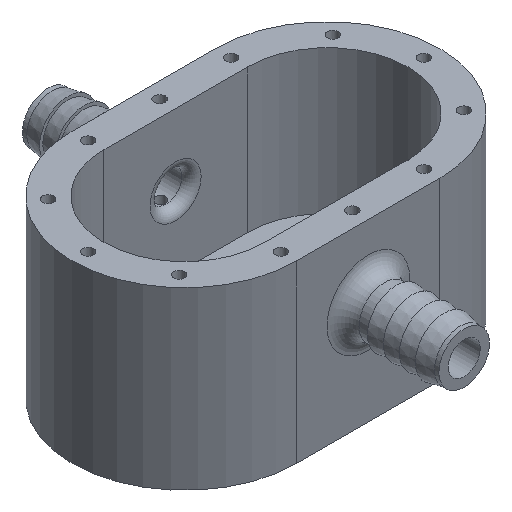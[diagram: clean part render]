
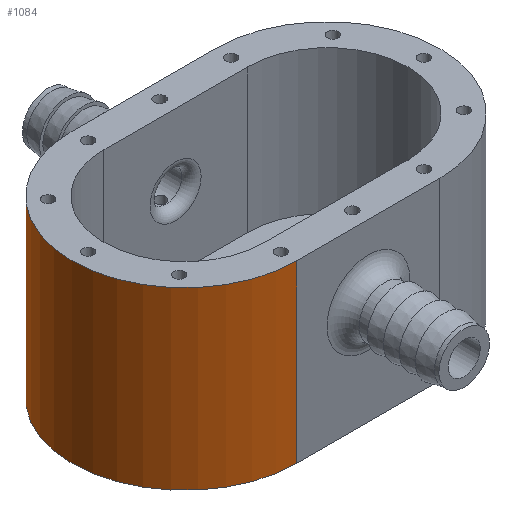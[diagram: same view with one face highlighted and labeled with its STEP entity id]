
A CAD part, isometric view. The second image highlights one B-rep face of the part: STEP entity #1084.
In plain terms, the highlighted cylindrical face has radius 35.175 mm (diameter 70.35 mm), a partial arc.
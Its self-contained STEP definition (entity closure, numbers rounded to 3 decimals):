
#167=FACE_OUTER_BOUND('',#255,.T.);
#255=EDGE_LOOP('',(#967,#968,#969,#970));
#288=LINE('',#1839,#347);
#295=LINE('',#1887,#354);
#347=VECTOR('',#1339,10.);
#354=VECTOR('',#1400,10.);
#394=CIRCLE('',#1112,35.175);
#461=CIRCLE('',#1241,35.175);
#470=VERTEX_POINT('',#1615);
#471=VERTEX_POINT('',#1616);
#501=VERTEX_POINT('',#1837);
#515=VERTEX_POINT('',#1886);
#572=EDGE_CURVE('',#470,#471,#394,.T.);
#613=EDGE_CURVE('',#470,#501,#288,.T.);
#634=EDGE_CURVE('',#515,#471,#295,.T.);
#704=EDGE_CURVE('',#515,#501,#461,.T.);
#967=ORIENTED_EDGE('',*,*,#613,.T.);
#968=ORIENTED_EDGE('',*,*,#704,.F.);
#969=ORIENTED_EDGE('',*,*,#634,.T.);
#970=ORIENTED_EDGE('',*,*,#572,.F.);
#1016=CYLINDRICAL_SURFACE('',#1240,35.175);
#1084=ADVANCED_FACE('',(#167),#1016,.T.);
#1112=AXIS2_PLACEMENT_3D('',#1617,#1273,#1274);
#1240=AXIS2_PLACEMENT_3D('',#2042,#1584,#1585);
#1241=AXIS2_PLACEMENT_3D('',#2043,#1586,#1587);
#1273=DIRECTION('center_axis',(0.,0.,-1.));
#1274=DIRECTION('ref_axis',(0.,1.,0.));
#1339=DIRECTION('',(0.,0.,1.));
#1400=DIRECTION('',(0.,0.,-1.));
#1584=DIRECTION('center_axis',(0.,0.,1.));
#1585=DIRECTION('ref_axis',(0.,1.,0.));
#1586=DIRECTION('center_axis',(0.,0.,1.));
#1587=DIRECTION('ref_axis',(0.,1.,0.));
#1615=CARTESIAN_POINT('',(-22.4,-35.175,-10.));
#1616=CARTESIAN_POINT('',(-22.4,35.175,-10.));
#1617=CARTESIAN_POINT('Origin',(-22.4,0.,-10.));
#1837=CARTESIAN_POINT('',(-22.4,-35.175,44.9));
#1839=CARTESIAN_POINT('',(-22.4,-35.175,0.));
#1886=CARTESIAN_POINT('',(-22.4,35.175,44.9));
#1887=CARTESIAN_POINT('',(-22.4,35.175,0.));
#2042=CARTESIAN_POINT('Origin',(-22.4,0.,0.));
#2043=CARTESIAN_POINT('Origin',(-22.4,0.,44.9));
